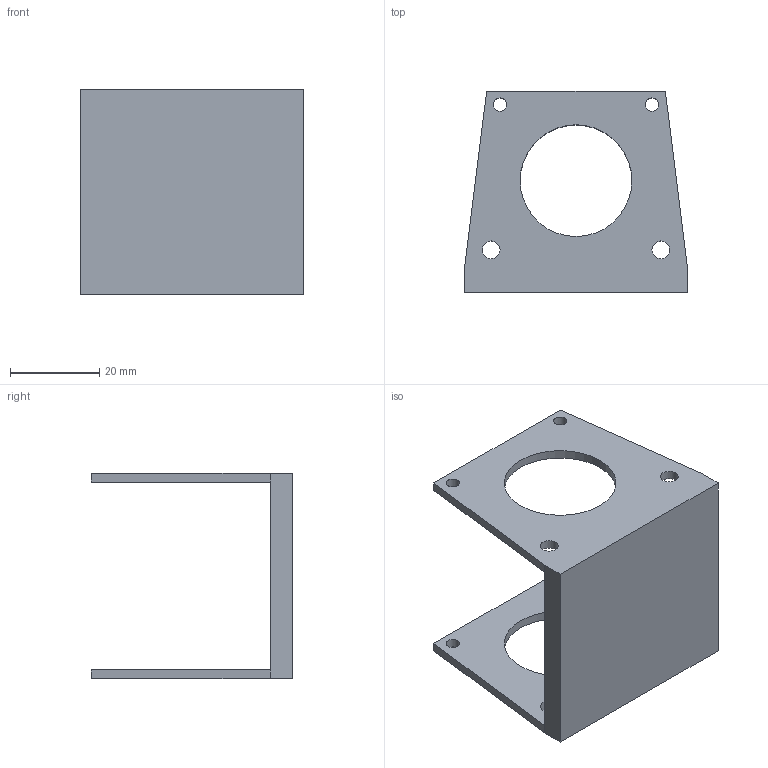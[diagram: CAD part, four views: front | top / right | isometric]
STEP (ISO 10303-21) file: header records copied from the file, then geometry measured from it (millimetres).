
FILE_DESCRIPTION(/* description */ (''),/* implementation_level */ '2;1');
FILE_NAME(/* name */ 'Coilgun 2.2 COIL ASSEMBLY v3.step',/* time_stamp */ '2023-01-25T11:59:13+11:00',/* author */ (''),/* organization */ (''),/* preprocessor_version */ 'ST-DEVELOPER v19.2',/* originating_system */ 'Autodesk Translation Framework v11.17.0.187',/* authorisation */ '');
FILE_SCHEMA (('AUTOMOTIVE_DESIGN { 1 0 10303 214 3 1 1 }'));
Length unit declared in the file: millimetre
Products named in the file (1): Coilgun 2.2 COIL ASSEMBLY
Bounding box: 50 x 45 x 46 mm (x, y, z)
Volume: 16579.4 mm3; surface area: 11412 mm2
Topology: 1 solids, 1 shells, 24 faces, 62 edges, 40 vertices
Faces by surface type: plane 14, cylinder 10
Full cylindrical faces by diameter (mm): 3 x4, 4 x4, 25 x2
Entity records: 831 total; most frequent: DIRECTION 132, CARTESIAN_POINT 127, ORIENTED_EDGE 124, EDGE_CURVE 62, AXIS2_PLACEMENT_3D 45, EDGE_LOOP 44, LINE 42, VECTOR 42
